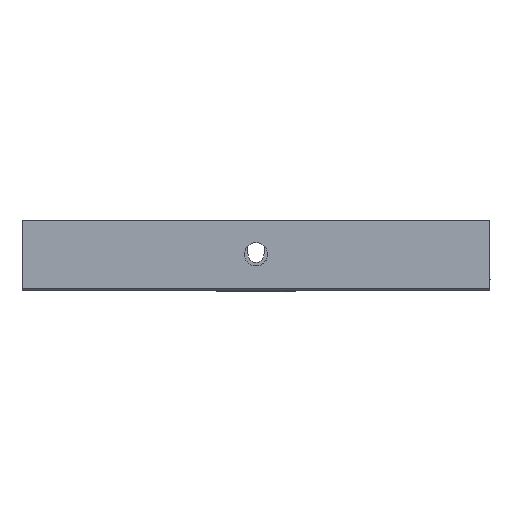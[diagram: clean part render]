
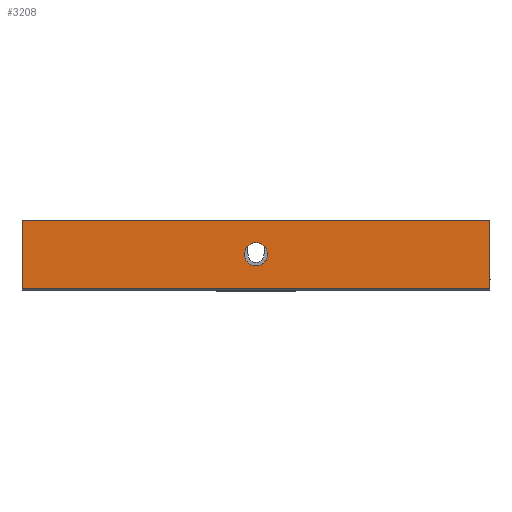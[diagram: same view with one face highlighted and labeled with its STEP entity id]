
A CAD part, top view. The second image highlights one B-rep face of the part: STEP entity #3208.
In plain terms, the highlighted planar face has unit normal (0, 0, 1).
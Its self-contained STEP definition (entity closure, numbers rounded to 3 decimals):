
#69=FACE_BOUND('',#585,.T.);
#212=CIRCLE('',#3494,2.5);
#394=FACE_OUTER_BOUND('',#584,.T.);
#584=EDGE_LOOP('',(#2779,#2780,#2781,#2782));
#585=EDGE_LOOP('',(#2783));
#810=LINE('',#5067,#1138);
#914=LINE('',#5385,#1242);
#916=LINE('',#5389,#1244);
#918=LINE('',#5392,#1246);
#1138=VECTOR('',#4098,10.);
#1242=VECTOR('',#4332,10.);
#1244=VECTOR('',#4336,10.);
#1246=VECTOR('',#4340,10.);
#1463=VERTEX_POINT('',#5064);
#1464=VERTEX_POINT('',#5066);
#1539=VERTEX_POINT('',#5333);
#1546=VERTEX_POINT('',#5384);
#1547=VERTEX_POINT('',#5388);
#1843=EDGE_CURVE('',#1463,#1464,#810,.T.);
#1960=EDGE_CURVE('',#1539,#1539,#212,.T.);
#1971=EDGE_CURVE('',#1546,#1464,#914,.T.);
#1973=EDGE_CURVE('',#1547,#1463,#916,.T.);
#1975=EDGE_CURVE('',#1547,#1546,#918,.T.);
#2779=ORIENTED_EDGE('',*,*,#1971,.T.);
#2780=ORIENTED_EDGE('',*,*,#1843,.F.);
#2781=ORIENTED_EDGE('',*,*,#1973,.F.);
#2782=ORIENTED_EDGE('',*,*,#1975,.T.);
#2783=ORIENTED_EDGE('',*,*,#1960,.T.);
#3055=PLANE('',#3502);
#3208=ADVANCED_FACE('',(#394,#69),#3055,.T.);
#3494=AXIS2_PLACEMENT_3D('',#5334,#4312,#4313);
#3502=AXIS2_PLACEMENT_3D('',#5391,#4338,#4339);
#4098=DIRECTION('',(0.,1.,0.));
#4312=DIRECTION('center_axis',(0.,0.,
-1.));
#4313=DIRECTION('ref_axis',(0.,-1.,0.));
#4332=DIRECTION('',(-1.,0.,0.));
#4336=DIRECTION('',(-1.,0.,0.));
#4338=DIRECTION('center_axis',(0.,0.,
1.));
#4339=DIRECTION('ref_axis',(0.,1.,0.));
#4340=DIRECTION('',(0.,1.,0.));
#5064=CARTESIAN_POINT('',(-142.,-29.6,0.));
#5066=CARTESIAN_POINT('',(-142.,-15.,0.));
#5067=CARTESIAN_POINT('',(-142.,-18.75,0.));
#5333=CARTESIAN_POINT('',(-92.,-19.75,0.));
#5334=CARTESIAN_POINT('Origin',(-92.,-22.25,0.));
#5384=CARTESIAN_POINT('',(-42.,-15.,0.));
#5385=CARTESIAN_POINT('',(-142.,-15.,0.));
#5388=CARTESIAN_POINT('',(-42.,-29.6,0.));
#5389=CARTESIAN_POINT('',(-42.,-29.6,0.));
#5391=CARTESIAN_POINT('Origin',(-42.,-29.6,0.));
#5392=CARTESIAN_POINT('',(-42.,-18.75,0.));
